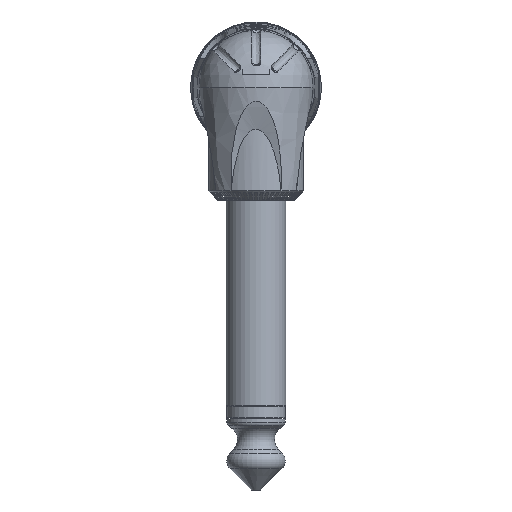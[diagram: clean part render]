
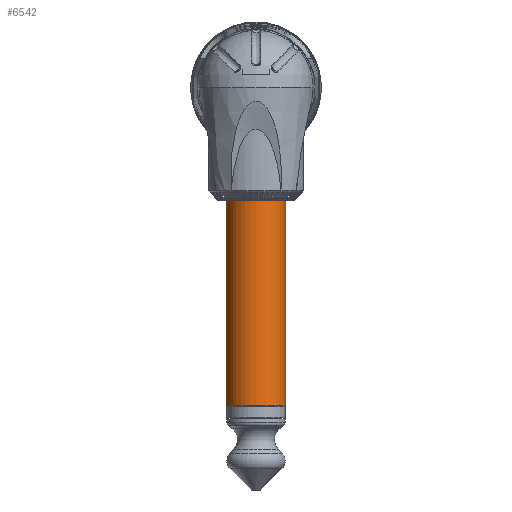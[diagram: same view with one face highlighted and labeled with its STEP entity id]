
A CAD part, front view. The second image highlights one B-rep face of the part: STEP entity #6542.
In plain terms, the highlighted cylindrical face has radius 3.16 mm (diameter 6.32 mm), a full revolution.
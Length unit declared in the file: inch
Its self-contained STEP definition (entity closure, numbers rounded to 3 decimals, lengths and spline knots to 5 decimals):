
#6515=CARTESIAN_POINT('',(0.,0.,-0.32283));
#6516=DIRECTION('',(0.,0.,-1.0));
#6517=DIRECTION('',(-0.774,-0.633,0.));
#6518=AXIS2_PLACEMENT_3D('',#6515,#6516,#6517);
#6519=CYLINDRICAL_SURFACE('',#6518,0.12441);
#6520=CARTESIAN_POINT('',(0.09629,0.07878,-1.3189));
#6521=VERTEX_POINT('',#6520);
#6522=CARTESIAN_POINT('',(0.,0.,-1.3189));
#6523=DIRECTION('',(0.,0.,-1.0));
#6524=DIRECTION('',(-0.774,-0.633,0.));
#6525=AXIS2_PLACEMENT_3D('',#6522,#6523,#6524);
#6526=CIRCLE('',#6525,0.12441);
#6527=EDGE_CURVE('',#6521,#6521,#6526,.T.);
#6528=ORIENTED_EDGE('',*,*,#6527,.F.);
#6529=EDGE_LOOP('',(#6528));
#6530=FACE_OUTER_BOUND('',#6529,.T.);
#6531=CARTESIAN_POINT('',(0.09629,0.07878,-0.32677));
#6532=VERTEX_POINT('',#6531);
#6533=CARTESIAN_POINT('',(0.,0.,-0.32677));
#6534=DIRECTION('',(0.,0.,1.0));
#6535=DIRECTION('',(-0.774,-0.633,0.));
#6536=AXIS2_PLACEMENT_3D('',#6533,#6534,#6535);
#6537=CIRCLE('',#6536,0.12441);
#6538=EDGE_CURVE('',#6532,#6532,#6537,.T.);
#6539=ORIENTED_EDGE('',*,*,#6538,.F.);
#6540=EDGE_LOOP('',(#6539));
#6541=FACE_BOUND('',#6540,.T.);
#6542=ADVANCED_FACE('',(#6530,#6541),#6519,.T.);
